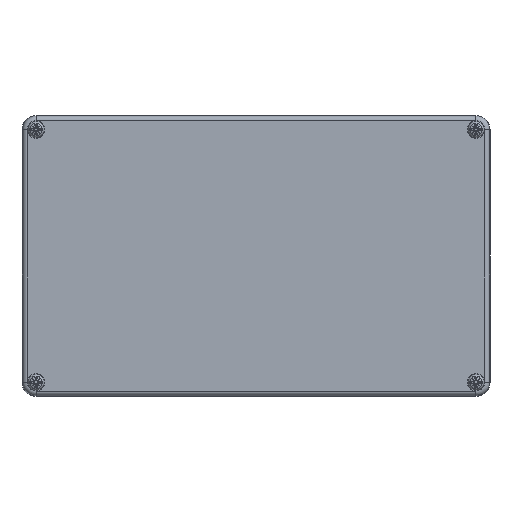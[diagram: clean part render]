
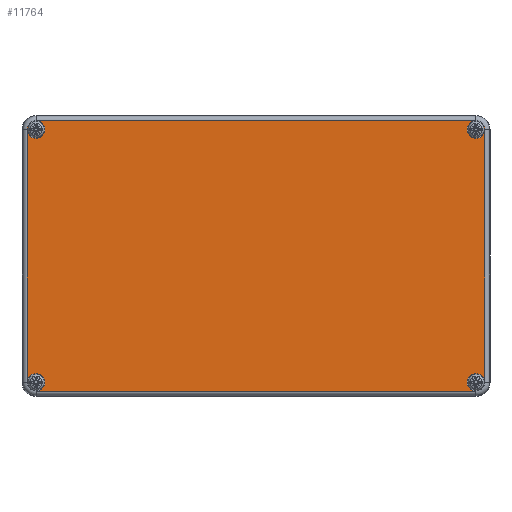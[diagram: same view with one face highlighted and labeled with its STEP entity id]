
A CAD part, top view. The second image highlights one B-rep face of the part: STEP entity #11764.
In plain terms, the highlighted face is planar.
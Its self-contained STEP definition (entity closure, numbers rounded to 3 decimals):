
#11224=CARTESIAN_POINT('',(90.25,-54.,-15.0));
#11225=VERTEX_POINT('',#11224);
#11226=CARTESIAN_POINT('',(94.,-54.,-15.0));
#11227=DIRECTION('',(0.0,0.0,1.0));
#11228=DIRECTION('',(1.0,0.0,0.0));
#11229=AXIS2_PLACEMENT_3D('',#11226,#11227,#11228);
#11230=CIRCLE('',#11229,3.75);
#11231=EDGE_CURVE('',#11225,#11225,#11230,.T.);
#11264=CARTESIAN_POINT('',(-97.75,-54.0,-15.0));
#11265=VERTEX_POINT('',#11264);
#11266=CARTESIAN_POINT('',(-94.,-54.0,-15.0));
#11267=DIRECTION('',(0.0,0.0,1.0));
#11268=DIRECTION('',(1.0,0.0,0.0));
#11269=AXIS2_PLACEMENT_3D('',#11266,#11267,#11268);
#11270=CIRCLE('',#11269,3.75);
#11271=EDGE_CURVE('',#11265,#11265,#11270,.T.);
#11304=CARTESIAN_POINT('',(-97.75,54.0,-15.0));
#11305=VERTEX_POINT('',#11304);
#11306=CARTESIAN_POINT('',(-94.0,54.0,-15.0));
#11307=DIRECTION('',(0.0,0.0,1.0));
#11308=DIRECTION('',(1.0,0.0,0.0));
#11309=AXIS2_PLACEMENT_3D('',#11306,#11307,#11308);
#11310=CIRCLE('',#11309,3.75);
#11311=EDGE_CURVE('',#11305,#11305,#11310,.T.);
#11344=CARTESIAN_POINT('',(90.25,54.,-15.0));
#11345=VERTEX_POINT('',#11344);
#11346=CARTESIAN_POINT('',(94.0,54.,-15.0));
#11347=DIRECTION('',(0.0,0.0,1.0));
#11348=DIRECTION('',(1.0,0.0,0.0));
#11349=AXIS2_PLACEMENT_3D('',#11346,#11347,#11348);
#11350=CIRCLE('',#11349,3.75);
#11351=EDGE_CURVE('',#11345,#11345,#11350,.T.);
#11375=CARTESIAN_POINT('',(94.0,-57.773,-15.0));
#11376=VERTEX_POINT('',#11375);
#11384=CARTESIAN_POINT('',(97.773,-54.,-15.0));
#11385=VERTEX_POINT('',#11384);
#11386=CARTESIAN_POINT('',(94.0,-54.0,-15.0));
#11387=DIRECTION('',(0.0,0.0,1.0));
#11388=DIRECTION('',(0.707,-0.707,0.0));
#11389=AXIS2_PLACEMENT_3D('',#11386,#11387,#11388);
#11390=CIRCLE('',#11389,3.773);
#11391=EDGE_CURVE('',#11376,#11385,#11390,.T.);
#11417=CARTESIAN_POINT('',(97.773,54.0,-15.0));
#11418=VERTEX_POINT('',#11417);
#11435=CARTESIAN_POINT('',(97.773,-54.,-15.0));
#11436=DIRECTION('',(0.0,1.0,0.0));
#11437=VECTOR('',#11436,108.);
#11438=LINE('',#11435,#11437);
#11439=EDGE_CURVE('',#11385,#11418,#11438,.T.);
#11449=CARTESIAN_POINT('',(94.0,57.773,-15.0));
#11450=VERTEX_POINT('',#11449);
#11468=CARTESIAN_POINT('',(94.0,54.0,-15.0));
#11469=DIRECTION('',(0.0,0.0,1.0));
#11470=DIRECTION('',(0.707,0.707,0.0));
#11471=AXIS2_PLACEMENT_3D('',#11468,#11469,#11470);
#11472=CIRCLE('',#11471,3.773);
#11473=EDGE_CURVE('',#11418,#11450,#11472,.T.);
#11483=CARTESIAN_POINT('',(-94.0,57.773,-15.0));
#11484=VERTEX_POINT('',#11483);
#11501=CARTESIAN_POINT('',(94.0,57.773,-15.0));
#11502=DIRECTION('',(-1.0,0.0,0.0));
#11503=VECTOR('',#11502,188.0);
#11504=LINE('',#11501,#11503);
#11505=EDGE_CURVE('',#11450,#11484,#11504,.T.);
#11515=CARTESIAN_POINT('',(-97.773,54.0,-15.0));
#11516=VERTEX_POINT('',#11515);
#11534=CARTESIAN_POINT('',(-94.0,54.0,-15.0));
#11535=DIRECTION('',(0.0,0.0,1.0));
#11536=DIRECTION('',(-0.707,0.707,0.0));
#11537=AXIS2_PLACEMENT_3D('',#11534,#11535,#11536);
#11538=CIRCLE('',#11537,3.773);
#11539=EDGE_CURVE('',#11484,#11516,#11538,.T.);
#11549=CARTESIAN_POINT('',(-97.773,-54.0,-15.0));
#11550=VERTEX_POINT('',#11549);
#11567=CARTESIAN_POINT('',(-97.773,54.0,-15.0));
#11568=DIRECTION('',(0.0,-1.0,0.0));
#11569=VECTOR('',#11568,108.0);
#11570=LINE('',#11567,#11569);
#11571=EDGE_CURVE('',#11516,#11550,#11570,.T.);
#11581=CARTESIAN_POINT('',(-94.,-57.773,-15.0));
#11582=VERTEX_POINT('',#11581);
#11600=CARTESIAN_POINT('',(-94.0,-54.0,-15.0));
#11601=DIRECTION('',(0.0,0.0,1.0));
#11602=DIRECTION('',(-0.707,-0.707,0.0));
#11603=AXIS2_PLACEMENT_3D('',#11600,#11601,#11602);
#11604=CIRCLE('',#11603,3.773);
#11605=EDGE_CURVE('',#11550,#11582,#11604,.T.);
#11623=CARTESIAN_POINT('',(-94.,-57.773,-15.0));
#11624=DIRECTION('',(1.0,0.0,0.0));
#11625=VECTOR('',#11624,188.);
#11626=LINE('',#11623,#11625);
#11627=EDGE_CURVE('',#11582,#11376,#11626,.T.);
#11737=CARTESIAN_POINT('',(0.,0.,-15.0));
#11738=DIRECTION('',(0.0,0.0,1.0));
#11739=DIRECTION('',(1.0,0.0,0.0));
#11740=AXIS2_PLACEMENT_3D('',#11737,#11738,#11739);
#11741=PLANE('',#11740);
#11742=ORIENTED_EDGE('',*,*,#11391,.F.);
#11743=ORIENTED_EDGE('',*,*,#11627,.F.);
#11744=ORIENTED_EDGE('',*,*,#11605,.F.);
#11745=ORIENTED_EDGE('',*,*,#11571,.F.);
#11746=ORIENTED_EDGE('',*,*,#11539,.F.);
#11747=ORIENTED_EDGE('',*,*,#11505,.F.);
#11748=ORIENTED_EDGE('',*,*,#11473,.F.);
#11749=ORIENTED_EDGE('',*,*,#11439,.F.);
#11750=EDGE_LOOP('',(#11742,#11743,#11744,#11745,#11746,#11747,#11748,#11749));
#11751=FACE_OUTER_BOUND('',#11750,.T.);
#11752=ORIENTED_EDGE('',*,*,#11231,.T.);
#11753=EDGE_LOOP('',(#11752));
#11754=FACE_BOUND('',#11753,.T.);
#11755=ORIENTED_EDGE('',*,*,#11271,.T.);
#11756=EDGE_LOOP('',(#11755));
#11757=FACE_BOUND('',#11756,.T.);
#11758=ORIENTED_EDGE('',*,*,#11311,.T.);
#11759=EDGE_LOOP('',(#11758));
#11760=FACE_BOUND('',#11759,.T.);
#11761=ORIENTED_EDGE('',*,*,#11351,.T.);
#11762=EDGE_LOOP('',(#11761));
#11763=FACE_BOUND('',#11762,.T.);
#11764=ADVANCED_FACE('',(#11751,#11754,#11757,#11760,#11763),#11741,.F.);
